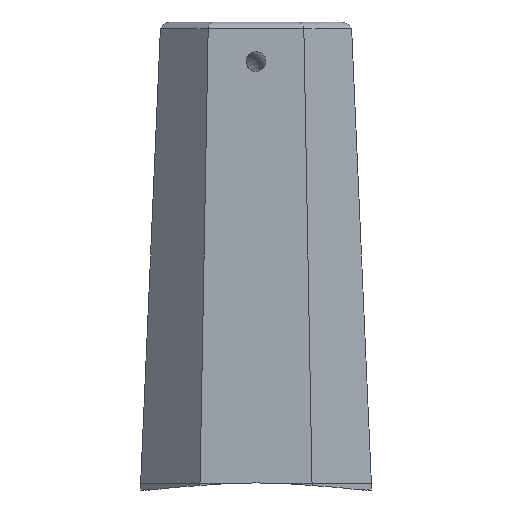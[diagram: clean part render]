
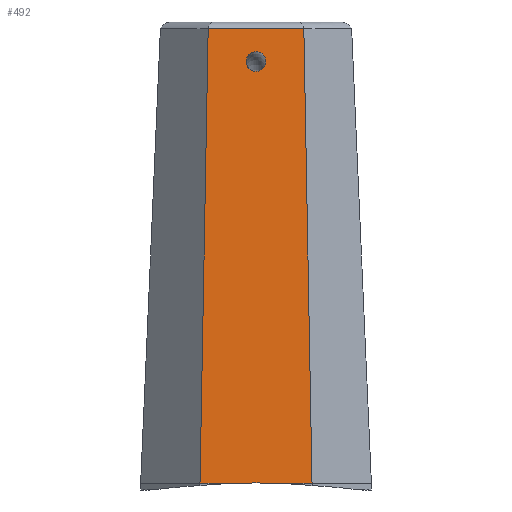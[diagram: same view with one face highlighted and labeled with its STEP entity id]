
A CAD part, front view. The second image highlights one B-rep face of the part: STEP entity #492.
In plain terms, the highlighted planar face has unit normal (0, -0.999, 0.043).
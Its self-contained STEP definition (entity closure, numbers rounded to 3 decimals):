
#27=LINE('',#820,#64);
#35=LINE('',#852,#72);
#42=LINE('',#893,#79);
#48=LINE('',#904,#85);
#49=LINE('',#906,#86);
#64=VECTOR('',#623,10.);
#72=VECTOR('',#659,10.);
#79=VECTOR('',#708,10.);
#85=VECTOR('',#720,10.);
#86=VECTOR('',#723,10.);
#102=PLANE('',#572);
#110=FACE_BOUND('',#168,.T.);
#136=FACE_OUTER_BOUND('',#167,.T.);
#167=EDGE_LOOP('',(#432,#433,#434,#435,#436,#437));
#168=EDGE_LOOP('',(#438,#439));
#190=ELLIPSE('',#523,90.341,90.);
#203=ELLIPSE('',#559,1.501,1.5);
#204=ELLIPSE('',#560,1.501,1.5);
#209=VERTEX_POINT('',#746);
#210=VERTEX_POINT('',#748);
#222=VERTEX_POINT('',#814);
#229=VERTEX_POINT('',#834);
#233=VERTEX_POINT('',#846);
#242=VERTEX_POINT('',#876);
#243=VERTEX_POINT('',#878);
#248=VERTEX_POINT('',#902);
#253=EDGE_CURVE('',#210,#209,#190,.T.);
#272=EDGE_CURVE('',#222,#210,#27,.T.);
#288=EDGE_CURVE('',#233,#229,#35,.T.);
#300=EDGE_CURVE('',#243,#242,#203,.T.);
#301=EDGE_CURVE('',#242,#243,#204,.T.);
#308=EDGE_CURVE('',#222,#233,#42,.T.);
#314=EDGE_CURVE('',#248,#229,#48,.T.);
#315=EDGE_CURVE('',#209,#248,#49,.T.);
#432=ORIENTED_EDGE('',*,*,#253,.T.);
#433=ORIENTED_EDGE('',*,*,#315,.T.);
#434=ORIENTED_EDGE('',*,*,#314,.T.);
#435=ORIENTED_EDGE('',*,*,#288,.F.);
#436=ORIENTED_EDGE('',*,*,#308,.F.);
#437=ORIENTED_EDGE('',*,*,#272,.T.);
#438=ORIENTED_EDGE('',*,*,#300,.T.);
#439=ORIENTED_EDGE('',*,*,#301,.T.);
#492=ADVANCED_FACE('',(#136,#110),#102,.F.);
#523=AXIS2_PLACEMENT_3D('',#749,#590,#591);
#559=AXIS2_PLACEMENT_3D('',#879,#687,#688);
#560=AXIS2_PLACEMENT_3D('',#880,#689,#690);
#572=AXIS2_PLACEMENT_3D('',#905,#721,#722);
#590=DIRECTION('center_axis',(0.,0.999,-0.043));
#591=DIRECTION('ref_axis',(0.,0.043,0.999));
#623=DIRECTION('',(1.,0.,0.));
#659=DIRECTION('',(1.,0.,0.));
#687=DIRECTION('center_axis',(0.,0.999,-0.043));
#688=DIRECTION('ref_axis',(0.,-0.043,-0.999));
#689=DIRECTION('center_axis',(0.,0.999,-0.043));
#690=DIRECTION('ref_axis',(0.,-0.043,-0.999));
#708=DIRECTION('',(0.018,0.043,0.999));
#720=DIRECTION('',(-0.018,0.043,0.999));
#721=DIRECTION('center_axis',(0.,0.999,-0.043));
#722=DIRECTION('ref_axis',(0.,0.043,0.999));
#723=DIRECTION('',(1.,0.,0.));
#746=CARTESIAN_POINT('',(3.476,-15.,1.));
#748=CARTESIAN_POINT('',(-3.476,-15.,1.));
#749=CARTESIAN_POINT('Origin',(0.,-18.921,-89.188));
#814=CARTESIAN_POINT('',(-8.5,-15.,1.));
#820=CARTESIAN_POINT('',(-8.5,-15.,1.));
#834=CARTESIAN_POINT('',(7.257,-12.,70.));
#846=CARTESIAN_POINT('',(-7.257,-12.,70.));
#852=CARTESIAN_POINT('',(-7.257,-12.,70.));
#876=CARTESIAN_POINT('',(1.5,-12.217,65.));
#878=CARTESIAN_POINT('',(0.,-12.152,66.5));
#879=CARTESIAN_POINT('Origin',(0.,-12.217,65.));
#880=CARTESIAN_POINT('Origin',(0.,-12.217,65.));
#893=CARTESIAN_POINT('',(-8.5,-15.,1.));
#902=CARTESIAN_POINT('',(8.5,-15.,1.));
#904=CARTESIAN_POINT('',(8.5,-15.,1.));
#905=CARTESIAN_POINT('Origin',(8.5,-15.,1.));
#906=CARTESIAN_POINT('',(-8.5,-15.,1.));
